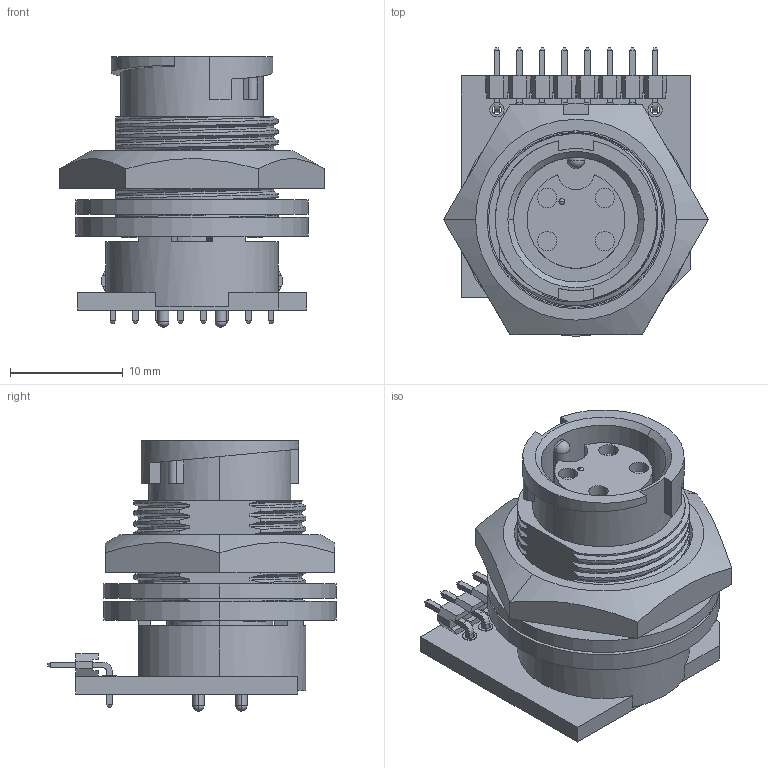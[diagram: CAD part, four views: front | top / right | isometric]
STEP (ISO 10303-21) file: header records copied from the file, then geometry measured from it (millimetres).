
FILE_DESCRIPTION (( 'STEP AP203' ), '1' );
FILE_NAME ('7261-4SG-300.STEP', '2017-09-07T18:32:19', ( '' ), ( '' ), 'SwSTEP 2.0', 'SolidWorks 2017', '' );
FILE_SCHEMA (( 'CONFIG_CONTROL_DESIGN' ));
Length unit declared in the file: millimetre
Products named in the file (1): 7261-4SG-300
Bounding box: 23.46 x 25.56 x 23.95 mm (x, y, z)
Volume: 4048.6 mm3; surface area: 5001.8 mm2
Topology: 3 solids, 3 shells, 644 faces, 1683 edges, 1093 vertices
Faces by surface type: plane 397, cylinder 175, bspline 52, torus 8, cone 7, sphere 5
Entity records: 32688 total; most frequent: CARTESIAN_POINT 16954, ORIENTED_EDGE 3366, DIRECTION 3052, EDGE_CURVE 1683, LINE 1148, VECTOR 1148, VERTEX_POINT 1093, AXIS2_PLACEMENT_3D 952
